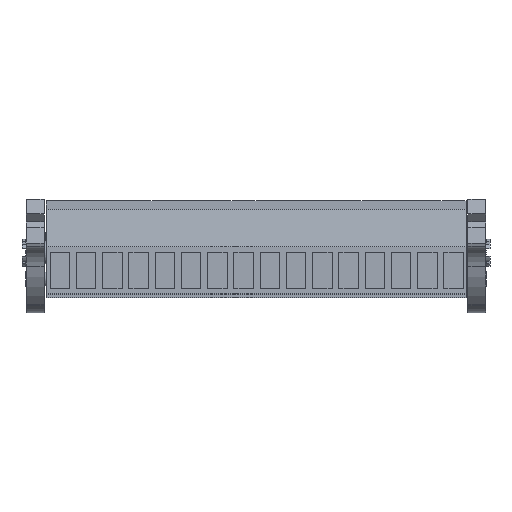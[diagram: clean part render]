
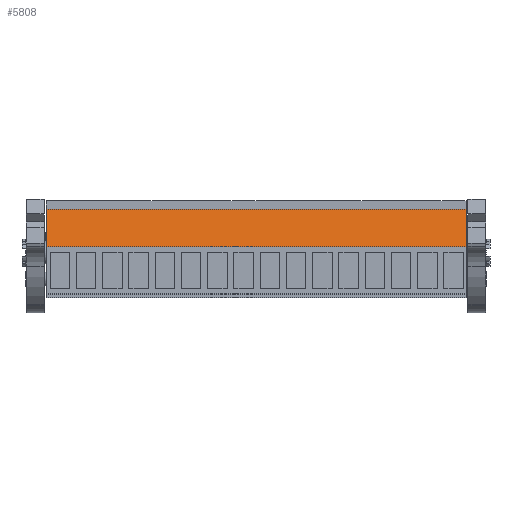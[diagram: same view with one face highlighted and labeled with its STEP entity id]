
A CAD part, top view. The second image highlights one B-rep face of the part: STEP entity #5808.
In plain terms, the highlighted planar face has unit normal (0, 0.205, 0.979).
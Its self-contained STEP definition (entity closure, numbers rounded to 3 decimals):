
#5788=AXIS2_PLACEMENT_3D('Plane Axis2P3D',#5785,#5786,#5787) ;
#112=CARTESIAN_POINT('Vertex',(3.2,8.802,18.1)) ;
#115=CARTESIAN_POINT('Line Origine',(3.2,11.31,17.575)) ;
#119=CARTESIAN_POINT('Vertex',(3.2,13.818,17.05)) ;
#5770=CARTESIAN_POINT('Vertex',(59.2,8.802,18.1)) ;
#5773=CARTESIAN_POINT('Line Origine',(31.2,8.802,18.1)) ;
#5785=CARTESIAN_POINT('Axis2P3D Location',(45.2,8.802,18.1)) ;
#5790=CARTESIAN_POINT('Line Origine',(59.2,11.31,17.575)) ;
#5794=CARTESIAN_POINT('Vertex',(59.2,13.818,17.05)) ;
#5797=CARTESIAN_POINT('Line Origine',(31.2,13.818,17.05)) ;
#116=DIRECTION('Vector Direction',(0.,0.979,-0.205)) ;
#5774=DIRECTION('Vector Direction',(1.,0.,0.)) ;
#5786=DIRECTION('Axis2P3D Direction',(0.,-0.205,-0.979)) ;
#5787=DIRECTION('Axis2P3D XDirection',(0.,0.979,-0.205)) ;
#5791=DIRECTION('Vector Direction',(0.,0.979,-0.205)) ;
#5798=DIRECTION('Vector Direction',(1.,0.,0.)) ;
#117=VECTOR('Line Direction',#116,1.) ;
#5775=VECTOR('Line Direction',#5774,1.) ;
#5792=VECTOR('Line Direction',#5791,1.) ;
#5799=VECTOR('Line Direction',#5798,1.) ;
#5803=ORIENTED_EDGE('',*,*,#121,.F.) ;
#5804=ORIENTED_EDGE('',*,*,#5777,.T.) ;
#5805=ORIENTED_EDGE('',*,*,#5796,.T.) ;
#5806=ORIENTED_EDGE('',*,*,#5801,.F.) ;
#5808=ADVANCED_FACE('HOUSING',(#5807),#5789,.F.) ;
#121=EDGE_CURVE('',#113,#120,#118,.T.) ;
#5777=EDGE_CURVE('',#113,#5771,#5776,.T.) ;
#5796=EDGE_CURVE('',#5771,#5795,#5793,.T.) ;
#5801=EDGE_CURVE('',#120,#5795,#5800,.T.) ;
#5802=EDGE_LOOP('',(#5803,#5804,#5805,#5806)) ;
#5807=FACE_OUTER_BOUND('',#5802,.T.) ;
#118=LINE('Line',#115,#117) ;
#5776=LINE('Line',#5773,#5775) ;
#5793=LINE('Line',#5790,#5792) ;
#5800=LINE('Line',#5797,#5799) ;
#5789=PLANE('',#5788) ;
#113=VERTEX_POINT('',#112) ;
#120=VERTEX_POINT('',#119) ;
#5771=VERTEX_POINT('',#5770) ;
#5795=VERTEX_POINT('',#5794) ;
